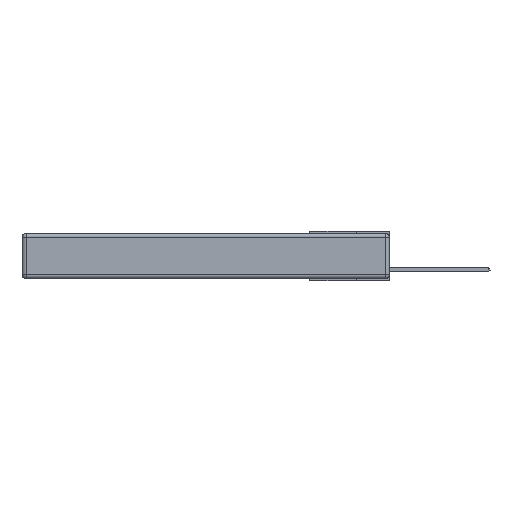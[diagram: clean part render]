
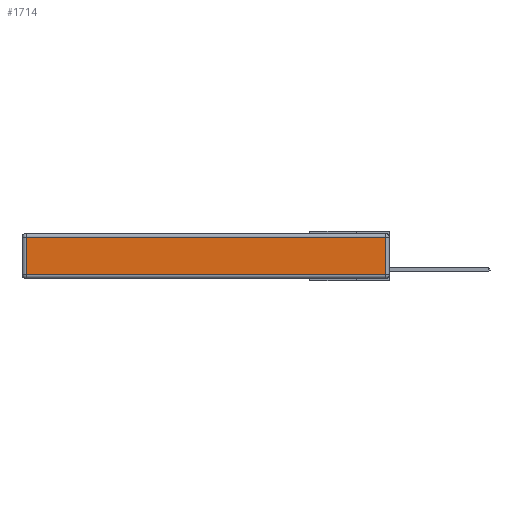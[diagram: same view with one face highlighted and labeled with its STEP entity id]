
A CAD part, left-side view. The second image highlights one B-rep face of the part: STEP entity #1714.
In plain terms, the highlighted planar face has unit normal (-1, 0, 0).
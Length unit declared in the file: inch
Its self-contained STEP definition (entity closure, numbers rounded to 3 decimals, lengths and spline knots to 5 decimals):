
#167 = DIRECTION ( 'NONE',  ( 0., 0., -1. ) ) ;
#920 = EDGE_LOOP ( 'NONE', ( #10658, #13839, #12973, #12136 ) ) ;
#1460 = CARTESIAN_POINT ( 'NONE',  ( 0., 0.03, -0.313 ) ) ;
#1714 = ADVANCED_FACE ( 'NONE', ( #18944 ), #9217, .T. ) ;
#1856 = CARTESIAN_POINT ( 'NONE',  ( 0., 0., -0.313 ) ) ;
#3097 = AXIS2_PLACEMENT_3D ( 'NONE', #22254, #5417, #14797 ) ;
#3460 = CARTESIAN_POINT ( 'NONE',  ( 0., 0.03, -0.343 ) ) ;
#4017 = DIRECTION ( 'NONE',  ( 0., -1., 0. ) ) ;
#5133 = EDGE_CURVE ( 'NONE', #22959, #10152, #18832, .T. ) ;
#5417 = DIRECTION ( 'NONE',  ( -1., 0., 0. ) ) ;
#5872 = DIRECTION ( 'NONE',  ( 0., 0., 1. ) ) ;
#7830 = EDGE_CURVE ( 'NONE', #13717, #16080, #18121, .T. ) ;
#7981 = CARTESIAN_POINT ( 'NONE',  ( 0., 0.03, -0.03 ) ) ;
#7984 = VECTOR ( 'NONE', #5872, 39.37008 ) ;
#9217 = PLANE ( 'NONE',  #3097 ) ;
#10152 = VERTEX_POINT ( 'NONE', #18765 ) ;
#10658 = ORIENTED_EDGE ( 'NONE', *, *, #19616, .T. ) ;
#10759 = LINE ( 'NONE', #1856, #19719 ) ;
#12136 = ORIENTED_EDGE ( 'NONE', *, *, #5133, .T. ) ;
#12973 = ORIENTED_EDGE ( 'NONE', *, *, #21069, .T. ) ;
#13160 = CARTESIAN_POINT ( 'NONE',  ( 0., 2.72, -0.03 ) ) ;
#13717 = VERTEX_POINT ( 'NONE', #1460 ) ;
#13839 = ORIENTED_EDGE ( 'NONE', *, *, #7830, .T. ) ;
#14568 = CARTESIAN_POINT ( 'NONE',  ( 0., 2.75, -0.03 ) ) ;
#14797 = DIRECTION ( 'NONE',  ( 0., 0., 1. ) ) ;
#16080 = VERTEX_POINT ( 'NONE', #7981 ) ;
#16243 = VECTOR ( 'NONE', #167, 39.37008 ) ;
#18121 = LINE ( 'NONE', #3460, #7984 ) ;
#18765 = CARTESIAN_POINT ( 'NONE',  ( 0., 2.72, -0.313 ) ) ;
#18832 = LINE ( 'NONE', #22312, #16243 ) ;
#18944 = FACE_OUTER_BOUND ( 'NONE', #920, .T. ) ;
#19616 = EDGE_CURVE ( 'NONE', #10152, #13717, #10759, .T. ) ;
#19719 = VECTOR ( 'NONE', #4017, 39.37008 ) ;
#20133 = DIRECTION ( 'NONE',  ( 0., 1., 0. ) ) ;
#21069 = EDGE_CURVE ( 'NONE', #16080, #22959, #23765, .T. ) ;
#22254 = CARTESIAN_POINT ( 'NONE',  ( 0., 0., -0.343 ) ) ;
#22287 = VECTOR ( 'NONE', #20133, 39.37008 ) ;
#22312 = CARTESIAN_POINT ( 'NONE',  ( 0., 2.72, -0.343 ) ) ;
#22959 = VERTEX_POINT ( 'NONE', #13160 ) ;
#23765 = LINE ( 'NONE', #14568, #22287 ) ;
